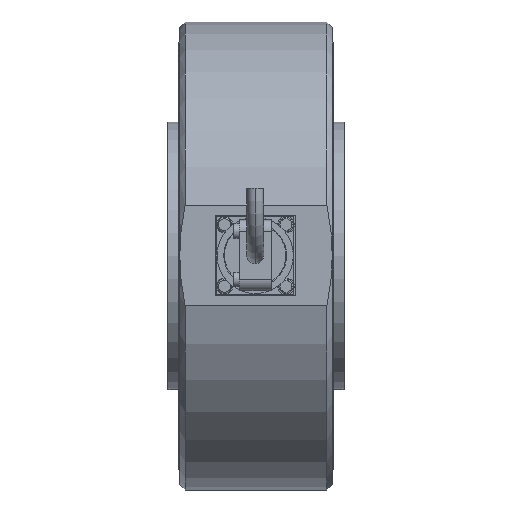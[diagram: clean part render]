
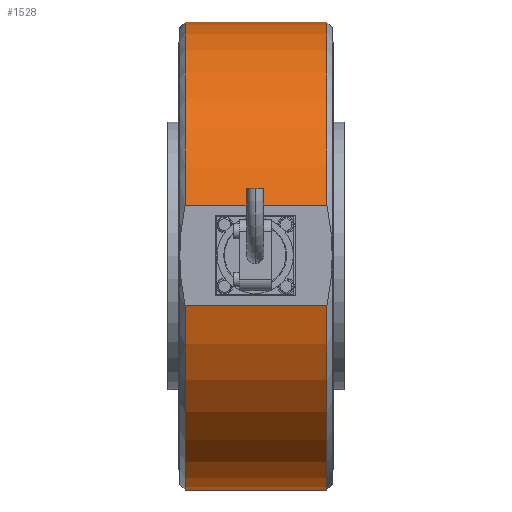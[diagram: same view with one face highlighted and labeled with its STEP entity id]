
A CAD part, top view. The second image highlights one B-rep face of the part: STEP entity #1528.
In plain terms, the highlighted cylindrical face has radius 87.5 mm (diameter 175 mm), a partial arc.
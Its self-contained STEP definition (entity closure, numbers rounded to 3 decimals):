
#1376=CARTESIAN_POINT('',(26.5,85.5,18.601));
#1377=VERTEX_POINT('',#1376);
#1391=CARTESIAN_POINT('',(26.5,85.5,-18.601));
#1392=VERTEX_POINT('',#1391);
#1406=CARTESIAN_POINT('',(-26.5,85.5,-18.601));
#1407=VERTEX_POINT('',#1406);
#1408=CARTESIAN_POINT('',(-26.5,85.5,-18.601));
#1409=DIRECTION('',(1.0,0.0,0.0));
#1410=VECTOR('',#1409,53.);
#1411=LINE('',#1408,#1410);
#1412=EDGE_CURVE('',#1407,#1392,#1411,.T.);
#1429=CARTESIAN_POINT('',(-26.5,85.5,18.601));
#1430=VERTEX_POINT('',#1429);
#1444=CARTESIAN_POINT('',(26.5,85.5,18.601));
#1445=DIRECTION('',(-1.0,0.0,0.0));
#1446=VECTOR('',#1445,53.);
#1447=LINE('',#1444,#1446);
#1448=EDGE_CURVE('',#1377,#1430,#1447,.T.);
#1483=CARTESIAN_POINT('',(-26.5,0.0,0.0));
#1484=DIRECTION('',(-1.0,0.0,0.0));
#1485=DIRECTION('',(0.0,-1.0,0.0));
#1486=AXIS2_PLACEMENT_3D('',#1483,#1484,#1485);
#1487=CIRCLE('',#1486,87.5);
#1488=EDGE_CURVE('',#1407,#1430,#1487,.T.);
#1499=CARTESIAN_POINT('',(26.5,0.0,0.0));
#1500=DIRECTION('',(1.0,0.0,0.0));
#1501=DIRECTION('',(0.0,-1.0,0.0));
#1502=AXIS2_PLACEMENT_3D('',#1499,#1500,#1501);
#1503=CIRCLE('',#1502,87.5);
#1504=EDGE_CURVE('',#1377,#1392,#1503,.T.);
#1517=CARTESIAN_POINT('',(0.,0.0,0.0));
#1518=DIRECTION('',(1.0,0.0,0.0));
#1519=DIRECTION('',(0.0,1.0,0.0));
#1520=AXIS2_PLACEMENT_3D('',#1517,#1518,#1519);
#1521=CYLINDRICAL_SURFACE('',#1520,87.5);
#1522=ORIENTED_EDGE('',*,*,#1448,.T.);
#1523=ORIENTED_EDGE('',*,*,#1488,.F.);
#1524=ORIENTED_EDGE('',*,*,#1412,.T.);
#1525=ORIENTED_EDGE('',*,*,#1504,.F.);
#1526=EDGE_LOOP('',(#1522,#1523,#1524,#1525));
#1527=FACE_OUTER_BOUND('',#1526,.T.);
#1528=ADVANCED_FACE('',(#1527),#1521,.T.);
